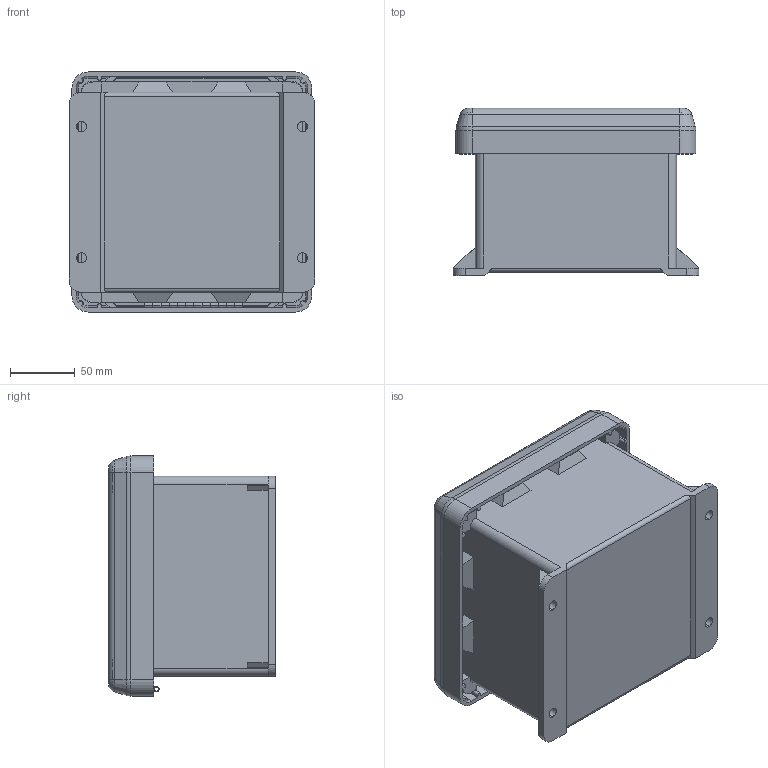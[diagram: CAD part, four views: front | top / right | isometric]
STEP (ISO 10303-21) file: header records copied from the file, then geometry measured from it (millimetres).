
FILE_DESCRIPTION (( 'STEP AP214' ), '1' );
FILE_NAME ('VJ606HW.STEP', '2014-08-20T17:07:04', ( '' ), ( '' ), 'SwSTEP 2.0', 'SolidWorks 2013', '' );
FILE_SCHEMA (( 'AUTOMOTIVE_DESIGN' ));
Length unit declared in the file: millimetre
Products named in the file (6): VJ606 BASE; VJ606HW; VJ606HW Cover; VJ606 COVER; hinge_barrel_3in; VJ606 SS Hinge
Assembly tree (6 placements, depth 4):
  VJ606HW
    VJ606 BASE
    VJ606HW Cover
      VJ606 COVER
      VJ606 SS Hinge
        hinge_barrel_3in  x2
Bounding box: 190.47 x 129.29 x 185.93 mm (x, y, z)
Volume: 568548.6 mm3; surface area: 347914.5 mm2
Topology: 5 solids, 5 shells, 507 faces, 1352 edges, 880 vertices
Faces by surface type: plane 293, cylinder 170, cone 36, torus 4, sphere 4
Entity records: 14661 total; most frequent: CARTESIAN_POINT 2568, ORIENTED_EDGE 2404, DIRECTION 2398, EDGE_CURVE 1202, LINE 858, VECTOR 858, VERTEX_POINT 780, AXIS2_PLACEMENT_3D 770
